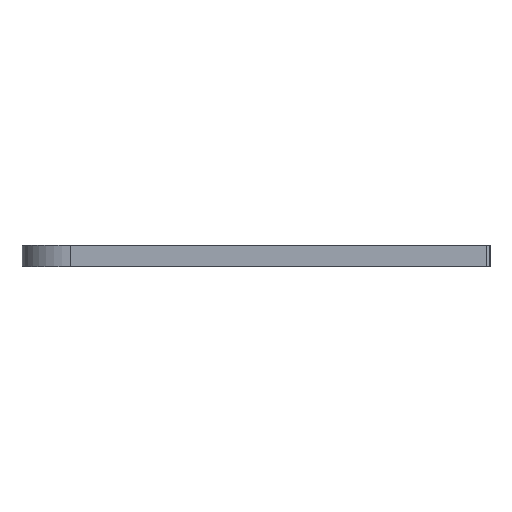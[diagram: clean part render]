
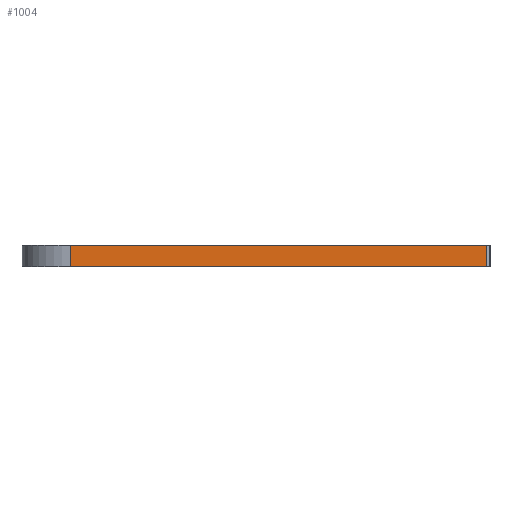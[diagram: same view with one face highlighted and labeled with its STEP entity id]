
A CAD part, left-side view. The second image highlights one B-rep face of the part: STEP entity #1004.
In plain terms, the highlighted planar face has unit normal (-1, 0, 0).
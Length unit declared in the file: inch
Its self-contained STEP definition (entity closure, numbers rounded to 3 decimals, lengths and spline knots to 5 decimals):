
#13 = CARTESIAN_POINT ( 'NONE',  ( -2.26, -1.365, 0.125 ) ) ;
#109 = CARTESIAN_POINT ( 'NONE',  ( -2.26, 1.385, 0.125 ) ) ;
#160 = CARTESIAN_POINT ( 'NONE',  ( -2.26, -1.365, 0. ) ) ;
#190 = VECTOR ( 'NONE', #651, 39.37008 ) ;
#204 = ORIENTED_EDGE ( 'NONE', *, *, #1110, .T. ) ;
#206 = DIRECTION ( 'NONE',  ( 0., -1., 0. ) ) ;
#214 = LINE ( 'NONE', #765, #677 ) ;
#228 = CARTESIAN_POINT ( 'NONE',  ( -2.26, 1.098, 0.125 ) ) ;
#343 = ORIENTED_EDGE ( 'NONE', *, *, #944, .T. ) ;
#358 = PLANE ( 'NONE',  #602 ) ;
#425 = CARTESIAN_POINT ( 'NONE',  ( -2.26, 1.098, 0. ) ) ;
#453 = EDGE_LOOP ( 'NONE', ( #343, #204, #1234, #472 ) ) ;
#466 = DIRECTION ( 'NONE',  ( 0., 1., 0. ) ) ;
#467 = EDGE_CURVE ( 'NONE', #868, #1269, #942, .T. ) ;
#472 = ORIENTED_EDGE ( 'NONE', *, *, #467, .T. ) ;
#514 = VERTEX_POINT ( 'NONE', #13 ) ;
#518 = DIRECTION ( 'NONE',  ( 0., -1., 0. ) ) ;
#602 = AXIS2_PLACEMENT_3D ( 'NONE', #988, #782, #466 ) ;
#651 = DIRECTION ( 'NONE',  ( 0., 0., -1. ) ) ;
#677 = VECTOR ( 'NONE', #518, 39.37008 ) ;
#708 = LINE ( 'NONE', #1352, #967 ) ;
#765 = CARTESIAN_POINT ( 'NONE',  ( -2.26, 1.385, 0. ) ) ;
#775 = VECTOR ( 'NONE', #206, 39.37008 ) ;
#782 = DIRECTION ( 'NONE',  ( 1., 0., 0. ) ) ;
#868 = VERTEX_POINT ( 'NONE', #228 ) ;
#906 = FACE_OUTER_BOUND ( 'NONE', #453, .T. ) ;
#920 = EDGE_CURVE ( 'NONE', #868, #514, #1296, .T. ) ;
#942 = LINE ( 'NONE', #1267, #190 ) ;
#944 = EDGE_CURVE ( 'NONE', #1269, #1361, #214, .T. ) ;
#967 = VECTOR ( 'NONE', #1338, 39.37008 ) ;
#988 = CARTESIAN_POINT ( 'NONE',  ( -2.26, 1.385, 0.125 ) ) ;
#1004 = ADVANCED_FACE ( 'NONE', ( #906 ), #358, .F. ) ;
#1110 = EDGE_CURVE ( 'NONE', #1361, #514, #708, .T. ) ;
#1234 = ORIENTED_EDGE ( 'NONE', *, *, #920, .F. ) ;
#1267 = CARTESIAN_POINT ( 'NONE',  ( -2.26, 1.098, 0.125 ) ) ;
#1269 = VERTEX_POINT ( 'NONE', #425 ) ;
#1296 = LINE ( 'NONE', #109, #775 ) ;
#1338 = DIRECTION ( 'NONE',  ( 0., 0., 1. ) ) ;
#1352 = CARTESIAN_POINT ( 'NONE',  ( -2.26, -1.365, 0.125 ) ) ;
#1361 = VERTEX_POINT ( 'NONE', #160 ) ;
